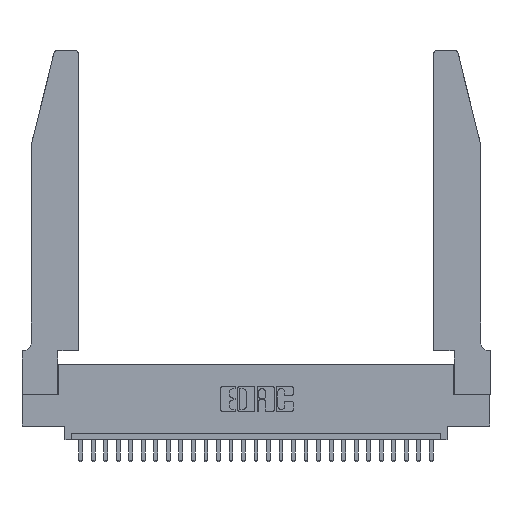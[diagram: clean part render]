
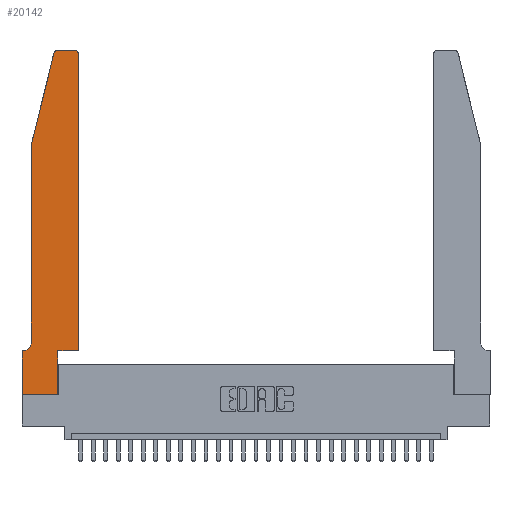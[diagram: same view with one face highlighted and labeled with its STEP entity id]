
A CAD part, top view. The second image highlights one B-rep face of the part: STEP entity #20142.
In plain terms, the highlighted planar face has unit normal (0, 0, 1).
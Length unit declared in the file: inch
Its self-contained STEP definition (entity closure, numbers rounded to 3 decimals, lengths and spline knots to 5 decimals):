
#378 = EDGE_CURVE ( 'NONE', #12052, #17138, #10596, .T. ) ;
#1272 = ORIENTED_EDGE ( 'NONE', *, *, #16788, .T. ) ;
#1594 = EDGE_CURVE ( 'NONE', #11031, #4168, #19207, .T. ) ;
#1810 = CARTESIAN_POINT ( 'NONE',  ( 0., 0.35, 0.37 ) ) ;
#2077 = CARTESIAN_POINT ( 'NONE',  ( 0.4205, 2.75, 0.37 ) ) ;
#2336 = CARTESIAN_POINT ( 'NONE',  ( 0.4505, 0.35, 0.37 ) ) ;
#2650 = VERTEX_POINT ( 'NONE', #19641 ) ;
#2696 = CARTESIAN_POINT ( 'NONE',  ( 0.0755, 0.42, 0.37 ) ) ;
#2880 = DIRECTION ( 'NONE',  ( 0., -1., 0. ) ) ;
#2931 = EDGE_CURVE ( 'NONE', #4168, #26567, #23991, .T. ) ;
#3310 = ORIENTED_EDGE ( 'NONE', *, *, #9037, .T. ) ;
#3624 = EDGE_CURVE ( 'NONE', #25282, #2650, #21509, .T. ) ;
#3626 = DIRECTION ( 'NONE',  ( 1., 0., 0. ) ) ;
#4168 = VERTEX_POINT ( 'NONE', #1810 ) ;
#4920 = VERTEX_POINT ( 'NONE', #2336 ) ;
#4944 = AXIS2_PLACEMENT_3D ( 'NONE', #10656, #10747, #6884 ) ;
#5686 = DIRECTION ( 'NONE',  ( 0., 0., 1. ) ) ;
#5723 = VERTEX_POINT ( 'NONE', #27040 ) ;
#6203 = ORIENTED_EDGE ( 'NONE', *, *, #2931, .T. ) ;
#6223 = CARTESIAN_POINT ( 'NONE',  ( 0.4205, 2.72, 0.37 ) ) ;
#6564 = DIRECTION ( 'NONE',  ( 0., -1., 0. ) ) ;
#6668 = CARTESIAN_POINT ( 'NONE',  ( 0.284, 2.72, 0.37 ) ) ;
#6884 = DIRECTION ( 'NONE',  ( 1., 0., 0. ) ) ;
#7000 = CARTESIAN_POINT ( 'NONE',  ( 0.4505, 0.35, 0.37 ) ) ;
#7965 = CARTESIAN_POINT ( 'NONE',  ( 0., 0., 0.37 ) ) ;
#8217 = DIRECTION ( 'NONE',  ( 1., 0., 0. ) ) ;
#8368 = CARTESIAN_POINT ( 'NONE',  ( 0.0055, 0.42, 0.37 ) ) ;
#8506 = CARTESIAN_POINT ( 'NONE',  ( 0.2865, 0.35, 0.37 ) ) ;
#8522 = LINE ( 'NONE', #17761, #25431 ) ;
#9037 = EDGE_CURVE ( 'NONE', #18865, #11031, #23101, .T. ) ;
#9368 = DIRECTION ( 'NONE',  ( -1., 0., 0. ) ) ;
#9828 = CARTESIAN_POINT ( 'NONE',  ( 0.0055, 0.35, 0.37 ) ) ;
#10136 = AXIS2_PLACEMENT_3D ( 'NONE', #8368, #23836, #28147 ) ;
#10535 = ORIENTED_EDGE ( 'NONE', *, *, #16058, .T. ) ;
#10596 = LINE ( 'NONE', #8506, #21311 ) ;
#10656 = CARTESIAN_POINT ( 'NONE',  ( 0., 0.35, 0.37 ) ) ;
#10747 = DIRECTION ( 'NONE',  ( 0., 0., 1. ) ) ;
#10847 = AXIS2_PLACEMENT_3D ( 'NONE', #6223, #24258, #11290 ) ;
#11031 = VERTEX_POINT ( 'NONE', #9828 ) ;
#11099 = EDGE_CURVE ( 'NONE', #16465, #25282, #18530, .T. ) ;
#11290 = DIRECTION ( 'NONE',  ( 1., 0., 0. ) ) ;
#11777 = CARTESIAN_POINT ( 'NONE',  ( 0.2865, 0., 0.37 ) ) ;
#11919 = EDGE_CURVE ( 'NONE', #2650, #12298, #20914, .T. ) ;
#12052 = VERTEX_POINT ( 'NONE', #11777 ) ;
#12214 = VECTOR ( 'NONE', #2880, 39.37008 ) ;
#12298 = VERTEX_POINT ( 'NONE', #23583 ) ;
#12308 = VECTOR ( 'NONE', #9368, 39.37008 ) ;
#12390 = DIRECTION ( 'NONE',  ( -0.239, -0.971, 0. ) ) ;
#12513 = EDGE_CURVE ( 'NONE', #5723, #16465, #19874, .T. ) ;
#12777 = CARTESIAN_POINT ( 'NONE',  ( 0.4505, 0.35, 0.37 ) ) ;
#12821 = PLANE ( 'NONE',  #4944 ) ;
#12993 = VECTOR ( 'NONE', #23984, 39.37008 ) ;
#13128 = LINE ( 'NONE', #7000, #15866 ) ;
#13343 = ORIENTED_EDGE ( 'NONE', *, *, #23056, .T. ) ;
#13654 = LINE ( 'NONE', #7965, #27773 ) ;
#14701 = VECTOR ( 'NONE', #12390, 39.37008 ) ;
#15866 = VECTOR ( 'NONE', #8217, 39.37008 ) ;
#16045 = ORIENTED_EDGE ( 'NONE', *, *, #17927, .T. ) ;
#16058 = EDGE_CURVE ( 'NONE', #17138, #4920, #13128, .T. ) ;
#16194 = CARTESIAN_POINT ( 'NONE',  ( 0., 0., 0.37 ) ) ;
#16366 = CARTESIAN_POINT ( 'NONE',  ( 0.284, 2.75, 0.37 ) ) ;
#16422 = EDGE_LOOP ( 'NONE', ( #20066, #26508, #19645, #13343, #3310, #21124, #6203, #16045, #24895, #10535, #1272, #21230 ) ) ;
#16465 = VERTEX_POINT ( 'NONE', #2077 ) ;
#16788 = EDGE_CURVE ( 'NONE', #4920, #5723, #24804, .T. ) ;
#16983 = DIRECTION ( 'NONE',  ( 1., 0., 0. ) ) ;
#17138 = VERTEX_POINT ( 'NONE', #24390 ) ;
#17350 = CARTESIAN_POINT ( 'NONE',  ( 0., 0., 0.37 ) ) ;
#17761 = CARTESIAN_POINT ( 'NONE',  ( 0.0755, 2., 0.37 ) ) ;
#17927 = EDGE_CURVE ( 'NONE', #26567, #12052, #13654, .T. ) ;
#18530 = LINE ( 'NONE', #20334, #12308 ) ;
#18603 = AXIS2_PLACEMENT_3D ( 'NONE', #6668, #5686, #16983 ) ;
#18865 = VERTEX_POINT ( 'NONE', #2696 ) ;
#19207 = LINE ( 'NONE', #28103, #12993 ) ;
#19284 = CARTESIAN_POINT ( 'NONE',  ( 0.0755, 2., 0.37 ) ) ;
#19464 = DIRECTION ( 'NONE',  ( 0., 1., 0. ) ) ;
#19641 = CARTESIAN_POINT ( 'NONE',  ( 0.25487, 2.72718, 0.37 ) ) ;
#19645 = ORIENTED_EDGE ( 'NONE', *, *, #11919, .T. ) ;
#19874 = CIRCLE ( 'NONE', #10847, 0.03 ) ;
#20066 = ORIENTED_EDGE ( 'NONE', *, *, #11099, .T. ) ;
#20142 = ADVANCED_FACE ( 'NONE', ( #27117 ), #12821, .T. ) ;
#20334 = CARTESIAN_POINT ( 'NONE',  ( 0.2605, 2.75, 0.37 ) ) ;
#20914 = LINE ( 'NONE', #19284, #14701 ) ;
#21124 = ORIENTED_EDGE ( 'NONE', *, *, #1594, .T. ) ;
#21230 = ORIENTED_EDGE ( 'NONE', *, *, #12513, .T. ) ;
#21311 = VECTOR ( 'NONE', #23977, 39.37008 ) ;
#21509 = CIRCLE ( 'NONE', #18603, 0.03 ) ;
#23056 = EDGE_CURVE ( 'NONE', #12298, #18865, #8522, .T. ) ;
#23101 = CIRCLE ( 'NONE', #10136, 0.07 ) ;
#23583 = CARTESIAN_POINT ( 'NONE',  ( 0.0755, 2., 0.37 ) ) ;
#23836 = DIRECTION ( 'NONE',  ( 0., 0., -1. ) ) ;
#23977 = DIRECTION ( 'NONE',  ( 0., 1., 0. ) ) ;
#23984 = DIRECTION ( 'NONE',  ( -1., 0., 0. ) ) ;
#23991 = LINE ( 'NONE', #16194, #12214 ) ;
#24258 = DIRECTION ( 'NONE',  ( 0., 0., 1. ) ) ;
#24390 = CARTESIAN_POINT ( 'NONE',  ( 0.2865, 0.35, 0.37 ) ) ;
#24474 = VECTOR ( 'NONE', #19464, 39.37008 ) ;
#24804 = LINE ( 'NONE', #12777, #24474 ) ;
#24895 = ORIENTED_EDGE ( 'NONE', *, *, #378, .T. ) ;
#25282 = VERTEX_POINT ( 'NONE', #16366 ) ;
#25431 = VECTOR ( 'NONE', #6564, 39.37008 ) ;
#26508 = ORIENTED_EDGE ( 'NONE', *, *, #3624, .T. ) ;
#26567 = VERTEX_POINT ( 'NONE', #17350 ) ;
#27040 = CARTESIAN_POINT ( 'NONE',  ( 0.4505, 2.72, 0.37 ) ) ;
#27117 = FACE_OUTER_BOUND ( 'NONE', #16422, .T. ) ;
#27773 = VECTOR ( 'NONE', #3626, 39.37008 ) ;
#28103 = CARTESIAN_POINT ( 'NONE',  ( 0.0755, 0.35, 0.37 ) ) ;
#28147 = DIRECTION ( 'NONE',  ( -1., 0., 0. ) ) ;
